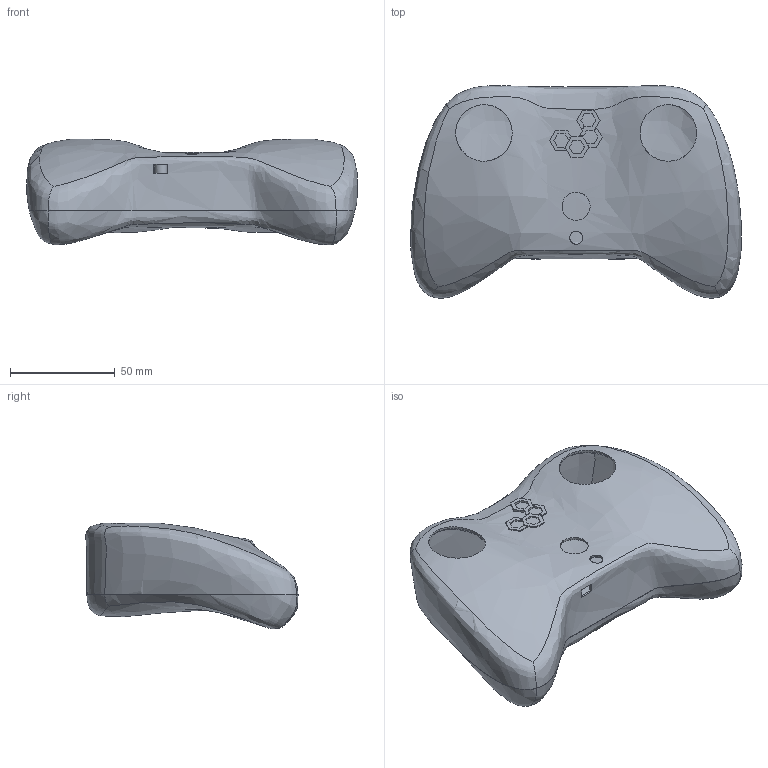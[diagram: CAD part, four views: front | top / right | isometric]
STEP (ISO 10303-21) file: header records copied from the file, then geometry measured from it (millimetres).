
FILE_DESCRIPTION(/* description */ (''),/* implementation_level */ '2;1');
FILE_NAME(/* name */ 'Case.step',/* time_stamp */ '2021-03-16T13:34:18-07:00',/* author */ (''),/* organization */ (''),/* preprocessor_version */ 'ST-DEVELOPER v18.1',/* originating_system */ 'Autodesk Translation Framework v9.10.0.1330',/* authorisation */ '');
FILE_SCHEMA (('AUTOMOTIVE_DESIGN { 1 0 10303 214 3 1 1 }'));
Length unit declared in the file: millimetre
Products named in the file (1): Case
Bounding box: 157.87 x 101.28 x 50.52 mm (x, y, z)
Volume: 78609.2 mm3; surface area: 78960 mm2
Topology: 2 solids, 2 shells, 185 faces, 504 edges, 346 vertices
Faces by surface type: plane 90, bspline 71, cylinder 24
Full cylindrical faces by diameter (mm): 3 x4, 4 x4, 6 x4, 6.2 x1, 7 x2, 10 x4, 13.4 x1, 27 x2
Entity records: 19489 total; most frequent: CARTESIAN_POINT 15517, ORIENTED_EDGE 1008, EDGE_CURVE 504, DIRECTION 486, VERTEX_POINT 346, B_SPLINE_CURVE_WITH_KNOTS 227, EDGE_LOOP 222, LINE 200
